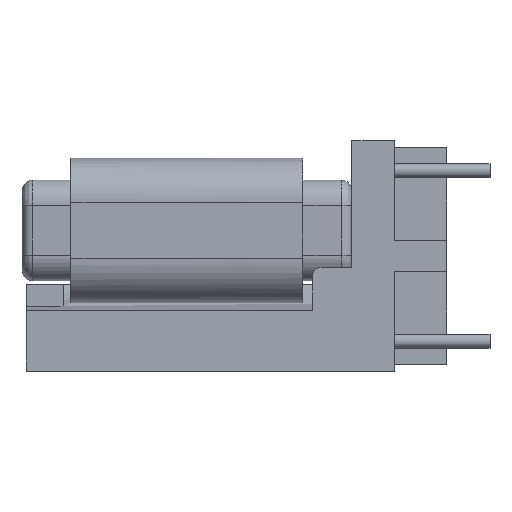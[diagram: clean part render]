
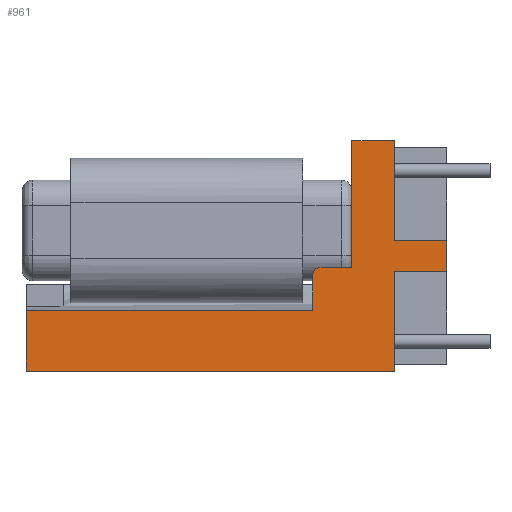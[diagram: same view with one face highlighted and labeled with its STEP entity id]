
A CAD part, left-side view. The second image highlights one B-rep face of the part: STEP entity #961.
In plain terms, the highlighted free-form (B-spline) face has degree [1, 1] with [2, 2] control points.
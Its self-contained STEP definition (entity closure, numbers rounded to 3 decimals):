
#339 = VERTEX_POINT('',#340);
#340 = CARTESIAN_POINT('',(-9.465,2.873,6.357
    ));
#355 = VERTEX_POINT('',#356);
#356 = CARTESIAN_POINT('',(-9.465,5.227,6.357
    ));
#361 = EDGE_CURVE('',#355,#339,#362,.T.);
#362 = B_SPLINE_CURVE_WITH_KNOTS('',1,(#363,#364),.UNSPECIFIED.,.F.,.F.,
  (2,2),(-0.,2.5),.PIECEWISE_BEZIER_KNOTS.);
#363 = CARTESIAN_POINT('',(-9.465,5.227,6.357
    ));
#364 = CARTESIAN_POINT('',(-9.465,2.873,6.357
    ));
#398 = VERTEX_POINT('',#399);
#399 = CARTESIAN_POINT('',(-9.465,23.216,
    -6.357));
#404 = EDGE_CURVE('',#398,#405,#407,.T.);
#405 = VERTEX_POINT('',#406);
#406 = CARTESIAN_POINT('',(-9.465,23.216,
    -3.007));
#407 = B_SPLINE_CURVE_WITH_KNOTS('',1,(#408,#409),.UNSPECIFIED.,.F.,.F.,
  (2,2),(-6.75,-3.193),.PIECEWISE_BEZIER_KNOTS.);
#408 = CARTESIAN_POINT('',(-9.465,23.216,
    -6.357));
#409 = CARTESIAN_POINT('',(-9.465,23.216,
    -3.007));
#713 = VERTEX_POINT('',#714);
#714 = CARTESIAN_POINT('',(-9.465,2.873,
    -6.357));
#719 = EDGE_CURVE('',#398,#713,#720,.T.);
#720 = B_SPLINE_CURVE_WITH_KNOTS('',1,(#721,#722),.UNSPECIFIED.,.F.,.F.,
  (2,2),(-19.1,2.5),.PIECEWISE_BEZIER_KNOTS.);
#721 = CARTESIAN_POINT('',(-9.465,23.216,
    -6.357));
#722 = CARTESIAN_POINT('',(-9.465,2.873,
    -6.357));
#938 = VERTEX_POINT('',#939);
#939 = CARTESIAN_POINT('',(-9.465,0.,-0.871));
#944 = EDGE_CURVE('',#945,#938,#947,.T.);
#945 = VERTEX_POINT('',#946);
#946 = CARTESIAN_POINT('',(-9.465,2.873,-0.871
    ));
#947 = B_SPLINE_CURVE_WITH_KNOTS('',1,(#948,#949),.UNSPECIFIED.,.F.,.F.,
  (2,2),(-0.,3.05),.PIECEWISE_BEZIER_KNOTS.);
#948 = CARTESIAN_POINT('',(-9.465,2.873,-0.871
    ));
#949 = CARTESIAN_POINT('',(-9.465,0.,-0.871));
#961 = ADVANCED_FACE('',(#962),#1026,.F.);
#962 = FACE_BOUND('',#963,.T.);
#963 = EDGE_LOOP('',(#964,#973,#981,#988,#993,#994,#995,#1000,#1001,
    #1008,#1015,#1020,#1021));
#964 = ORIENTED_EDGE('',*,*,#965,.F.);
#965 = EDGE_CURVE('',#966,#968,#970,.T.);
#966 = VERTEX_POINT('',#967);
#967 = CARTESIAN_POINT('',(-9.465,6.922,
    -0.612));
#968 = VERTEX_POINT('',#969);
#969 = CARTESIAN_POINT('',(-9.465,5.227,
    -0.612));
#970 = B_SPLINE_CURVE_WITH_KNOTS('',1,(#971,#972),.UNSPECIFIED.,.F.,.F.,
  (2,2),(0.5,2.3),.PIECEWISE_BEZIER_KNOTS.);
#971 = CARTESIAN_POINT('',(-9.465,6.922,
    -0.612));
#972 = CARTESIAN_POINT('',(-9.465,5.227,
    -0.612));
#973 = ORIENTED_EDGE('',*,*,#974,.T.);
#974 = EDGE_CURVE('',#966,#975,#977,.T.);
#975 = VERTEX_POINT('',#976);
#976 = CARTESIAN_POINT('',(-9.465,7.393,-1.083
    ));
#977 = ( BOUNDED_CURVE() B_SPLINE_CURVE(2,(#978,#979,#980),
.UNSPECIFIED.,.F.,.F.) B_SPLINE_CURVE_WITH_KNOTS((3,3),(3.142,
4.712),.PIECEWISE_BEZIER_KNOTS.) CURVE() 
GEOMETRIC_REPRESENTATION_ITEM() RATIONAL_B_SPLINE_CURVE((1.,
0.707,1.)) REPRESENTATION_ITEM('') );
#978 = CARTESIAN_POINT('',(-9.465,6.922,
    -0.612));
#979 = CARTESIAN_POINT('',(-9.465,7.393,
    -0.612));
#980 = CARTESIAN_POINT('',(-9.465,7.393,-1.083
    ));
#981 = ORIENTED_EDGE('',*,*,#982,.T.);
#982 = EDGE_CURVE('',#975,#983,#985,.T.);
#983 = VERTEX_POINT('',#984);
#984 = CARTESIAN_POINT('',(-9.465,7.393,-3.007
    ));
#985 = B_SPLINE_CURVE_WITH_KNOTS('',1,(#986,#987),.UNSPECIFIED.,.F.,.F.,
  (2,2),(1.15,3.193),.PIECEWISE_BEZIER_KNOTS.);
#986 = CARTESIAN_POINT('',(-9.465,7.393,-1.083
    ));
#987 = CARTESIAN_POINT('',(-9.465,7.393,-3.007
    ));
#988 = ORIENTED_EDGE('',*,*,#989,.F.);
#989 = EDGE_CURVE('',#405,#983,#990,.T.);
#990 = B_SPLINE_CURVE_WITH_KNOTS('',1,(#991,#992),.UNSPECIFIED.,.F.,.F.,
  (2,2),(-0.,16.8),.PIECEWISE_BEZIER_KNOTS.);
#991 = CARTESIAN_POINT('',(-9.465,23.216,
    -3.007));
#992 = CARTESIAN_POINT('',(-9.465,7.393,-3.007
    ));
#993 = ORIENTED_EDGE('',*,*,#404,.F.);
#994 = ORIENTED_EDGE('',*,*,#719,.T.);
#995 = ORIENTED_EDGE('',*,*,#996,.T.);
#996 = EDGE_CURVE('',#713,#945,#997,.T.);
#997 = B_SPLINE_CURVE_WITH_KNOTS('',1,(#998,#999),.UNSPECIFIED.,.F.,.F.,
  (2,2),(0.,5.825),.PIECEWISE_BEZIER_KNOTS.);
#998 = CARTESIAN_POINT('',(-9.465,2.873,
    -6.357));
#999 = CARTESIAN_POINT('',(-9.465,2.873,-0.871
    ));
#1000 = ORIENTED_EDGE('',*,*,#944,.T.);
#1001 = ORIENTED_EDGE('',*,*,#1002,.T.);
#1002 = EDGE_CURVE('',#938,#1003,#1005,.T.);
#1003 = VERTEX_POINT('',#1004);
#1004 = CARTESIAN_POINT('',(-9.465,0.,0.871));
#1005 = B_SPLINE_CURVE_WITH_KNOTS('',1,(#1006,#1007),.UNSPECIFIED.,.F.,
  .F.,(2,2),(0.,1.85),.PIECEWISE_BEZIER_KNOTS.);
#1006 = CARTESIAN_POINT('',(-9.465,0.,-0.871));
#1007 = CARTESIAN_POINT('',(-9.465,0.,0.871));
#1008 = ORIENTED_EDGE('',*,*,#1009,.F.);
#1009 = EDGE_CURVE('',#1010,#1003,#1012,.T.);
#1010 = VERTEX_POINT('',#1011);
#1011 = CARTESIAN_POINT('',(-9.465,2.873,0.871
    ));
#1012 = B_SPLINE_CURVE_WITH_KNOTS('',1,(#1013,#1014),.UNSPECIFIED.,.F.,
  .F.,(2,2),(-0.,3.05),.PIECEWISE_BEZIER_KNOTS.);
#1013 = CARTESIAN_POINT('',(-9.465,2.873,0.871
    ));
#1014 = CARTESIAN_POINT('',(-9.465,0.,0.871));
#1015 = ORIENTED_EDGE('',*,*,#1016,.T.);
#1016 = EDGE_CURVE('',#1010,#339,#1017,.T.);
#1017 = B_SPLINE_CURVE_WITH_KNOTS('',1,(#1018,#1019),.UNSPECIFIED.,.F.,
  .F.,(2,2),(7.675,13.5),.PIECEWISE_BEZIER_KNOTS.);
#1018 = CARTESIAN_POINT('',(-9.465,2.873,0.871
    ));
#1019 = CARTESIAN_POINT('',(-9.465,2.873,
    6.357));
#1020 = ORIENTED_EDGE('',*,*,#361,.F.);
#1021 = ORIENTED_EDGE('',*,*,#1022,.F.);
#1022 = EDGE_CURVE('',#968,#355,#1023,.T.);
#1023 = B_SPLINE_CURVE_WITH_KNOTS('',1,(#1024,#1025),.UNSPECIFIED.,.F.,
  .F.,(2,2),(6.1,13.5),.PIECEWISE_BEZIER_KNOTS.);
#1024 = CARTESIAN_POINT('',(-9.465,5.227,
    -0.612));
#1025 = CARTESIAN_POINT('',(-9.465,5.227,
    6.357));
#1026 = B_SPLINE_SURFACE_WITH_KNOTS('',1,1,(
    (#1027,#1028)
    ,(#1029,#1030
  )),.UNSPECIFIED.,.F.,.F.,.F.,(2,2),(2,2),(-7.675,5.825),(-3.05,21.6),
  .PIECEWISE_BEZIER_KNOTS.);
#1027 = CARTESIAN_POINT('',(-9.465,0.,6.357));
#1028 = CARTESIAN_POINT('',(-9.465,23.216,
    6.357));
#1029 = CARTESIAN_POINT('',(-9.465,0.,-6.357));
#1030 = CARTESIAN_POINT('',(-9.465,23.216,
    -6.357));
